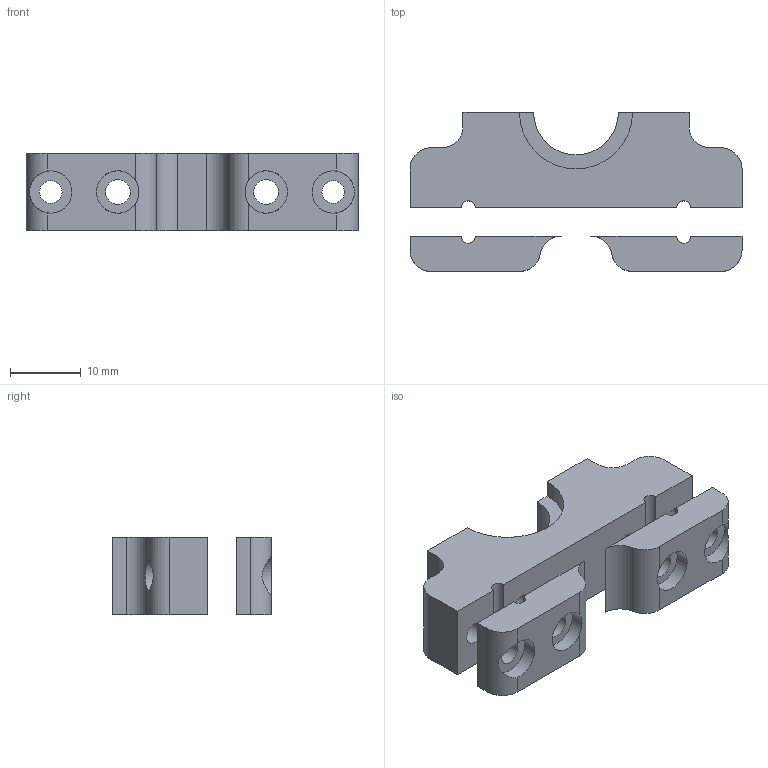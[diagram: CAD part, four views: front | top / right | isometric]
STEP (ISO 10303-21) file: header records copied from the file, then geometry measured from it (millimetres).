
FILE_DESCRIPTION(/* description */ (''),/* implementation_level */ '2;1');
FILE_NAME(/* name */ 'Step''s/1-Mosquito & E3Dv6 Clamp v4.step',/* time_stamp */ '2019-10-20T16:55:03-04:00',/* author */ (''),/* organization */ (''),/* preprocessor_version */ 'ST-DEVELOPER v18',/* originating_system */ 'Autodesk Translation Framework v8.6.0.1094',/* authorisation */ '');
FILE_SCHEMA (('AUTOMOTIVE_DESIGN { 1 0 10303 214 3 1 1 }'));
Length unit declared in the file: millimetre
Products named in the file (1): 1-Mosquito & E3Dv6 Clamp
Bounding box: 47 x 22.5 x 11 mm (x, y, z)
Volume: 6394.8 mm3; surface area: 4487.7 mm2
Topology: 3 solids, 3 shells, 66 faces, 184 edges, 124 vertices
Faces by surface type: plane 35, cylinder 31
Full cylindrical faces by diameter (mm): 3.2 x4, 3.5 x4, 5 x2, 6 x4
Entity records: 2322 total; most frequent: CARTESIAN_POINT 501, DIRECTION 376, ORIENTED_EDGE 368, EDGE_CURVE 184, AXIS2_PLACEMENT_3D 137, VERTEX_POINT 124, LINE 102, VECTOR 102
